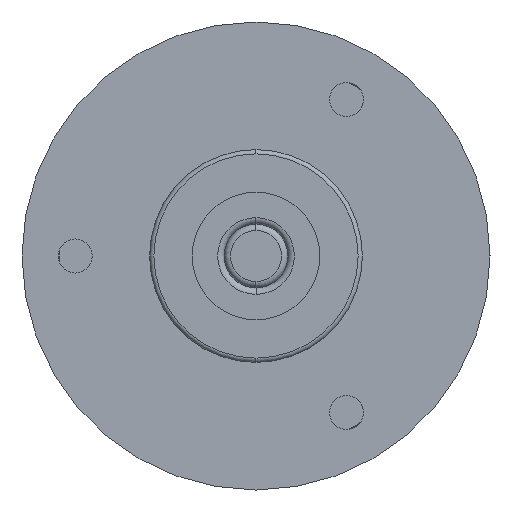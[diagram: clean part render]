
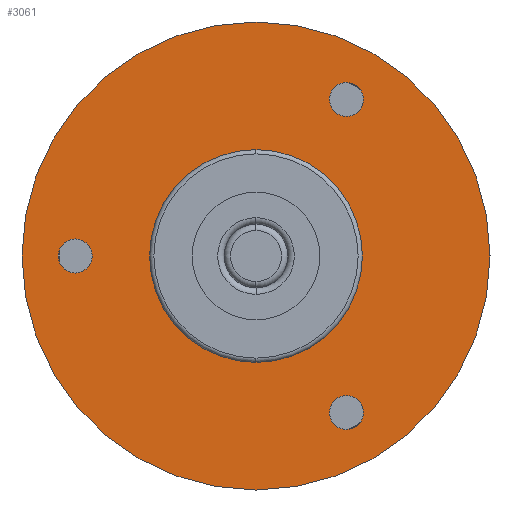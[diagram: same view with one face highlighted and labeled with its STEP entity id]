
A CAD part, left-side view. The second image highlights one B-rep face of the part: STEP entity #3061.
In plain terms, the highlighted planar face has unit normal (-1, 0, 0).
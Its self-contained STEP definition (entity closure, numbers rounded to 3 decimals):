
#27 = AXIS2_PLACEMENT_3D ( 'NONE', #26981, #480, #21366 ) ;
#135 = CIRCLE ( 'NONE', #26995, 0.8 ) ;
#480 = DIRECTION ( 'NONE',  ( -1., 0., 0. ) ) ;
#1086 = EDGE_CURVE ( 'NONE', #2528, #27094, #1884, .T. ) ;
#1175 = VERTEX_POINT ( 'NONE', #9996 ) ;
#1511 = DIRECTION ( 'NONE',  ( 1., 0., 0. ) ) ;
#1771 = CIRCLE ( 'NONE', #18944, 0.8 ) ;
#1884 = CIRCLE ( 'NONE', #26274, 5. ) ;
#2528 = VERTEX_POINT ( 'NONE', #6128 ) ;
#2874 = AXIS2_PLACEMENT_3D ( 'NONE', #22849, #25545, #3996 ) ;
#2893 = EDGE_CURVE ( 'NONE', #5224, #12851, #7646, .T. ) ;
#2933 = DIRECTION ( 'NONE',  ( 0., 0., -1. ) ) ;
#3061 = ADVANCED_FACE ( 'NONE', ( #32401, #13516, #29848, #7220, #21871 ), #17593, .F. ) ;
#3476 = CARTESIAN_POINT ( 'NONE',  ( 0., 0., -11. ) ) ;
#3872 = DIRECTION ( 'NONE',  ( 0., 0., -1. ) ) ;
#3996 = DIRECTION ( 'NONE',  ( 0., 0., 1. ) ) ;
#4234 = DIRECTION ( 'NONE',  ( 0., 0., 1. ) ) ;
#4561 = EDGE_LOOP ( 'NONE', ( #32829, #5568 ) ) ;
#4648 = CARTESIAN_POINT ( 'NONE',  ( 0., 8.5, 0.8 ) ) ;
#5224 = VERTEX_POINT ( 'NONE', #3476 ) ;
#5568 = ORIENTED_EDGE ( 'NONE', *, *, #20961, .F. ) ;
#6128 = CARTESIAN_POINT ( 'NONE',  ( 0., 0., -5. ) ) ;
#6366 = VERTEX_POINT ( 'NONE', #19552 ) ;
#6801 = DIRECTION ( 'NONE',  ( 0., 0., -1. ) ) ;
#7220 = FACE_OUTER_BOUND ( 'NONE', #34198, .T. ) ;
#7646 = CIRCLE ( 'NONE', #20091, 11. ) ;
#8740 = EDGE_CURVE ( 'NONE', #21551, #29803, #20304, .T. ) ;
#8754 = ORIENTED_EDGE ( 'NONE', *, *, #2893, .F. ) ;
#9083 = CIRCLE ( 'NONE', #28032, 11. ) ;
#9724 = CARTESIAN_POINT ( 'NONE',  ( 0., 0., 5. ) ) ;
#9825 = CARTESIAN_POINT ( 'NONE',  ( 0., 0., 0. ) ) ;
#9892 = EDGE_CURVE ( 'NONE', #1175, #6366, #1771, .T. ) ;
#9996 = CARTESIAN_POINT ( 'NONE',  ( 0., -4.25, 6.561 ) ) ;
#10285 = CARTESIAN_POINT ( 'NONE',  ( 0., -4.25, -6.561 ) ) ;
#11217 = EDGE_LOOP ( 'NONE', ( #17181, #17154 ) ) ;
#11309 = ORIENTED_EDGE ( 'NONE', *, *, #29856, .F. ) ;
#11590 = DIRECTION ( 'NONE',  ( 0., 0., 1. ) ) ;
#12049 = DIRECTION ( 'NONE',  ( 0., 0., 1. ) ) ;
#12851 = VERTEX_POINT ( 'NONE', #27886 ) ;
#13508 = ORIENTED_EDGE ( 'NONE', *, *, #25325, .F. ) ;
#13516 = FACE_BOUND ( 'NONE', #11217, .T. ) ;
#13970 = CARTESIAN_POINT ( 'NONE',  ( 0., 0., 0. ) ) ;
#14500 = CARTESIAN_POINT ( 'NONE',  ( 0., -4.25, 7.361 ) ) ;
#14716 = CARTESIAN_POINT ( 'NONE',  ( 0., 0., 0. ) ) ;
#14815 = ORIENTED_EDGE ( 'NONE', *, *, #8740, .F. ) ;
#14924 = DIRECTION ( 'NONE',  ( -1., 0., 0. ) ) ;
#15143 = EDGE_LOOP ( 'NONE', ( #30523, #15610 ) ) ;
#15610 = ORIENTED_EDGE ( 'NONE', *, *, #9892, .F. ) ;
#16510 = AXIS2_PLACEMENT_3D ( 'NONE', #9825, #1511, #6801 ) ;
#16872 = CARTESIAN_POINT ( 'NONE',  ( 0., -4.25, -7.361 ) ) ;
#17154 = ORIENTED_EDGE ( 'NONE', *, *, #29546, .F. ) ;
#17181 = ORIENTED_EDGE ( 'NONE', *, *, #31136, .F. ) ;
#17593 = PLANE ( 'NONE',  #16510 ) ;
#18694 = AXIS2_PLACEMENT_3D ( 'NONE', #16872, #30455, #11590 ) ;
#18944 = AXIS2_PLACEMENT_3D ( 'NONE', #14500, #20096, #12049 ) ;
#18986 = DIRECTION ( 'NONE',  ( 1., 0., 0. ) ) ;
#19065 = CIRCLE ( 'NONE', #34736, 0.8 ) ;
#19552 = CARTESIAN_POINT ( 'NONE',  ( 0., -4.25, 8.161 ) ) ;
#20091 = AXIS2_PLACEMENT_3D ( 'NONE', #22728, #22609, #3872 ) ;
#20096 = DIRECTION ( 'NONE',  ( -1., 0., 0. ) ) ;
#20304 = CIRCLE ( 'NONE', #27, 0.8 ) ;
#20427 = DIRECTION ( 'NONE',  ( -1., 0., 0. ) ) ;
#20961 = EDGE_CURVE ( 'NONE', #27094, #2528, #34363, .T. ) ;
#21366 = DIRECTION ( 'NONE',  ( 0., 0., 1. ) ) ;
#21551 = VERTEX_POINT ( 'NONE', #4648 ) ;
#21871 = FACE_BOUND ( 'NONE', #15143, .T. ) ;
#22609 = DIRECTION ( 'NONE',  ( 1., 0., 0. ) ) ;
#22728 = CARTESIAN_POINT ( 'NONE',  ( 0., 0., 0. ) ) ;
#22849 = CARTESIAN_POINT ( 'NONE',  ( 0., -4.25, -7.361 ) ) ;
#23422 = DIRECTION ( 'NONE',  ( 0., 0., 1. ) ) ;
#23760 = CIRCLE ( 'NONE', #2874, 0.8 ) ;
#24701 = CARTESIAN_POINT ( 'NONE',  ( 0., 8.5, -0.8 ) ) ;
#24754 = CARTESIAN_POINT ( 'NONE',  ( 0., -4.25, -8.161 ) ) ;
#25325 = EDGE_CURVE ( 'NONE', #29803, #21551, #135, .T. ) ;
#25545 = DIRECTION ( 'NONE',  ( -1., 0., 0. ) ) ;
#25578 = DIRECTION ( 'NONE',  ( 0., 0., 1. ) ) ;
#26274 = AXIS2_PLACEMENT_3D ( 'NONE', #14716, #20427, #25578 ) ;
#26309 = VERTEX_POINT ( 'NONE', #24754 ) ;
#26981 = CARTESIAN_POINT ( 'NONE',  ( 0., 8.5, 0. ) ) ;
#26995 = AXIS2_PLACEMENT_3D ( 'NONE', #33902, #28598, #23422 ) ;
#27094 = VERTEX_POINT ( 'NONE', #9724 ) ;
#27704 = CARTESIAN_POINT ( 'NONE',  ( 0., -4.25, 7.361 ) ) ;
#27820 = DIRECTION ( 'NONE',  ( -1., 0., 0. ) ) ;
#27886 = CARTESIAN_POINT ( 'NONE',  ( 0., 0., 11. ) ) ;
#28032 = AXIS2_PLACEMENT_3D ( 'NONE', #13970, #18986, #2933 ) ;
#28063 = EDGE_LOOP ( 'NONE', ( #14815, #13508 ) ) ;
#28288 = CIRCLE ( 'NONE', #18694, 0.8 ) ;
#28551 = VERTEX_POINT ( 'NONE', #10285 ) ;
#28598 = DIRECTION ( 'NONE',  ( -1., 0., 0. ) ) ;
#29546 = EDGE_CURVE ( 'NONE', #26309, #28551, #23760, .T. ) ;
#29803 = VERTEX_POINT ( 'NONE', #24701 ) ;
#29848 = FACE_BOUND ( 'NONE', #4561, .T. ) ;
#29856 = EDGE_CURVE ( 'NONE', #12851, #5224, #9083, .T. ) ;
#30455 = DIRECTION ( 'NONE',  ( -1., 0., 0. ) ) ;
#30523 = ORIENTED_EDGE ( 'NONE', *, *, #34362, .F. ) ;
#31136 = EDGE_CURVE ( 'NONE', #28551, #26309, #28288, .T. ) ;
#32401 = FACE_BOUND ( 'NONE', #28063, .T. ) ;
#32829 = ORIENTED_EDGE ( 'NONE', *, *, #1086, .F. ) ;
#33343 = DIRECTION ( 'NONE',  ( 0., 0., 1. ) ) ;
#33902 = CARTESIAN_POINT ( 'NONE',  ( 0., 8.5, 0. ) ) ;
#33910 = CARTESIAN_POINT ( 'NONE',  ( 0., 0., 0. ) ) ;
#34198 = EDGE_LOOP ( 'NONE', ( #11309, #8754 ) ) ;
#34362 = EDGE_CURVE ( 'NONE', #6366, #1175, #19065, .T. ) ;
#34363 = CIRCLE ( 'NONE', #34747, 5. ) ;
#34736 = AXIS2_PLACEMENT_3D ( 'NONE', #27704, #27820, #33343 ) ;
#34747 = AXIS2_PLACEMENT_3D ( 'NONE', #33910, #14924, #4234 ) ;
